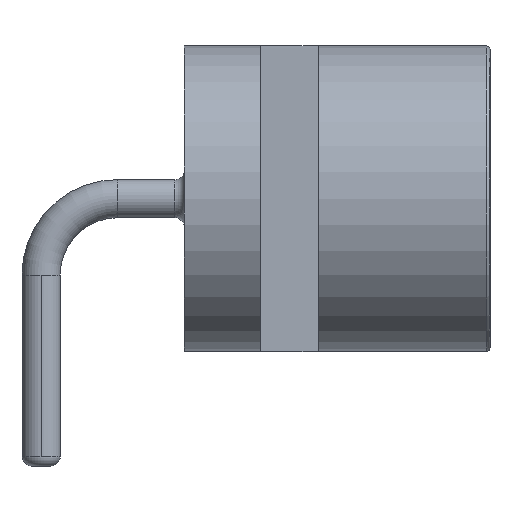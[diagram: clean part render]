
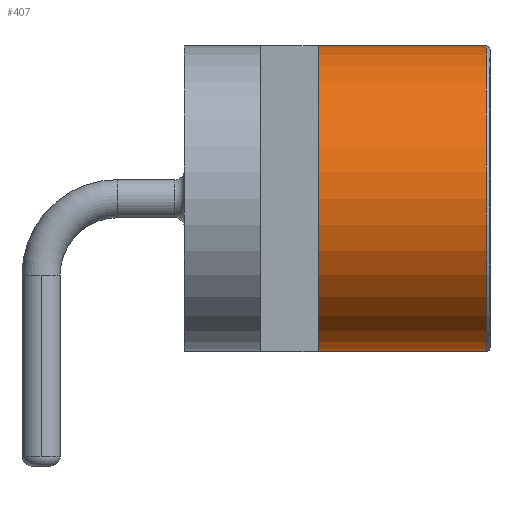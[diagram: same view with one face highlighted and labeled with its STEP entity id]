
A CAD part, left-side view. The second image highlights one B-rep face of the part: STEP entity #407.
In plain terms, the highlighted cylindrical face has radius 2.032 mm (diameter 4.064 mm), a partial arc.
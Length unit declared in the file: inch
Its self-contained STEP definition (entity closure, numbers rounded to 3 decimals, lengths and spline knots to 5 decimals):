
#19 = ORIENTED_EDGE ( 'NONE', *, *, #2530, .F. ) ;
#36 = CARTESIAN_POINT ( 'NONE',  ( -0.2175, 0.09, -0.08 ) ) ;
#52 = EDGE_CURVE ( 'NONE', #2517, #1311, #1278, .T. ) ;
#162 = DIRECTION ( 'NONE',  ( 0., 0., 1. ) ) ;
#167 = AXIS2_PLACEMENT_3D ( 'NONE', #275, #1687, #534 ) ;
#247 = DIRECTION ( 'NONE',  ( 0., -1., 0. ) ) ;
#262 = VERTEX_POINT ( 'NONE', #2495 ) ;
#275 = CARTESIAN_POINT ( 'NONE',  ( -0.2175, 0.09, 0. ) ) ;
#326 = DIRECTION ( 'NONE',  ( 0., -1., 0. ) ) ;
#340 = EDGE_LOOP ( 'NONE', ( #1365, #876, #1055, #19, #2504 ) ) ;
#407 = ADVANCED_FACE ( 'NONE', ( #1653 ), #2265, .T. ) ;
#436 = CIRCLE ( 'NONE', #167, 0.08 ) ;
#534 = DIRECTION ( 'NONE',  ( 0., 0., 1. ) ) ;
#605 = EDGE_CURVE ( 'NONE', #1361, #2962, #436, .T. ) ;
#619 = VECTOR ( 'NONE', #1682, 39.37008 ) ;
#680 = VECTOR ( 'NONE', #326, 39.37008 ) ;
#727 = DIRECTION ( 'NONE',  ( 0., 0., -1. ) ) ;
#838 = CIRCLE ( 'NONE', #2837, 0.08 ) ;
#865 = CARTESIAN_POINT ( 'NONE',  ( -0.2175, 0.002, 0.08 ) ) ;
#876 = ORIENTED_EDGE ( 'NONE', *, *, #2428, .T. ) ;
#1055 = ORIENTED_EDGE ( 'NONE', *, *, #52, .F. ) ;
#1229 = LINE ( 'NONE', #36, #619 ) ;
#1278 = LINE ( 'NONE', #2974, #680 ) ;
#1311 = VERTEX_POINT ( 'NONE', #865 ) ;
#1361 = VERTEX_POINT ( 'NONE', #2450 ) ;
#1365 = ORIENTED_EDGE ( 'NONE', *, *, #2623, .T. ) ;
#1415 = AXIS2_PLACEMENT_3D ( 'NONE', #2782, #247, #727 ) ;
#1492 = AXIS2_PLACEMENT_3D ( 'NONE', #1659, #1920, #2143 ) ;
#1534 = CIRCLE ( 'NONE', #1492, 0.08 ) ;
#1653 = FACE_OUTER_BOUND ( 'NONE', #340, .T. ) ;
#1659 = CARTESIAN_POINT ( 'NONE',  ( -0.2175, 0.09, 0. ) ) ;
#1682 = DIRECTION ( 'NONE',  ( 0., -1., 0. ) ) ;
#1687 = DIRECTION ( 'NONE',  ( 0., 1., 0. ) ) ;
#1920 = DIRECTION ( 'NONE',  ( 0., 1., 0. ) ) ;
#2058 = DIRECTION ( 'NONE',  ( 0., 1., 0. ) ) ;
#2064 = CARTESIAN_POINT ( 'NONE',  ( -0.2975, 0.09, 0. ) ) ;
#2103 = CARTESIAN_POINT ( 'NONE',  ( -0.2175, 0.09, 0.08 ) ) ;
#2143 = DIRECTION ( 'NONE',  ( 0., 0., 1. ) ) ;
#2265 = CYLINDRICAL_SURFACE ( 'NONE', #1415, 0.08 ) ;
#2428 = EDGE_CURVE ( 'NONE', #262, #1311, #838, .T. ) ;
#2450 = CARTESIAN_POINT ( 'NONE',  ( -0.2175, 0.09, -0.08 ) ) ;
#2495 = CARTESIAN_POINT ( 'NONE',  ( -0.2175, 0.002, -0.08 ) ) ;
#2504 = ORIENTED_EDGE ( 'NONE', *, *, #605, .F. ) ;
#2517 = VERTEX_POINT ( 'NONE', #2103 ) ;
#2530 = EDGE_CURVE ( 'NONE', #2962, #2517, #1534, .T. ) ;
#2623 = EDGE_CURVE ( 'NONE', #1361, #262, #1229, .T. ) ;
#2782 = CARTESIAN_POINT ( 'NONE',  ( -0.2175, 0.09, 0. ) ) ;
#2837 = AXIS2_PLACEMENT_3D ( 'NONE', #2985, #2058, #162 ) ;
#2962 = VERTEX_POINT ( 'NONE', #2064 ) ;
#2974 = CARTESIAN_POINT ( 'NONE',  ( -0.2175, 0.09, 0.08 ) ) ;
#2985 = CARTESIAN_POINT ( 'NONE',  ( -0.2175, 0.002, 0. ) ) ;
